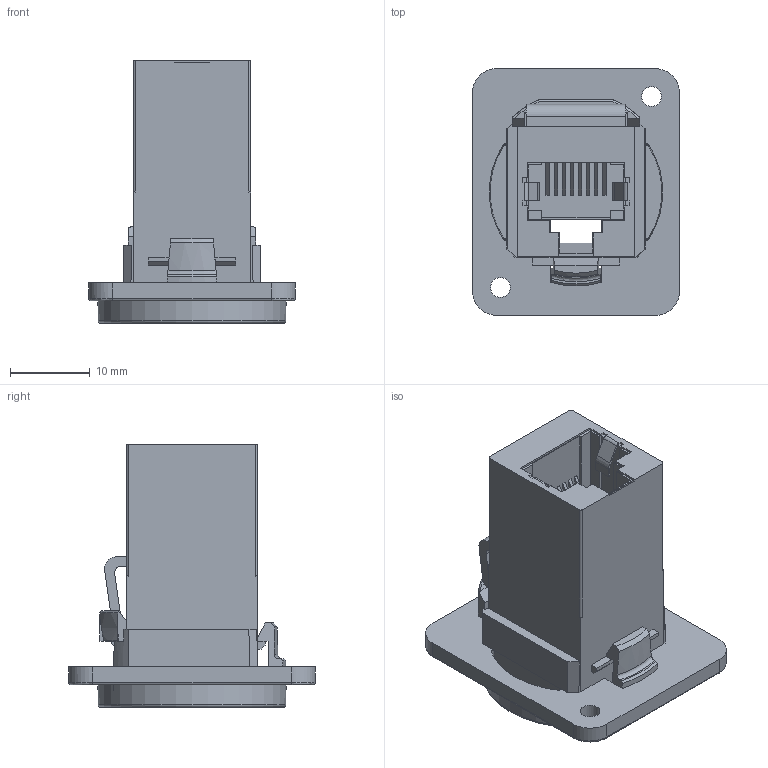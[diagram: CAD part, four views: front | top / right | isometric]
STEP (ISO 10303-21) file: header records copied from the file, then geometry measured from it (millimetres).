
FILE_DESCRIPTION(/* description */ (''),/* implementation_level */ '2;1');
FILE_NAME(/* name */ 'CP30220SXW CAT5 2.5 hole.stp',/* time_stamp */ '2025-03-28T14:35:25Z',/* author */ ('tottley'),/* organization */ (''),/* preprocessor_version */ 'ST-DEVELOPER v20',/* originating_system */ 'Autodesk Inventor 2025',/* authorisation */ '');
FILE_SCHEMA (('AUTOMOTIVE_DESIGN { 1 0 10303 214 3 1 1 }'));
Length unit declared in the file: millimetre
Products named in the file (1): CP30220 CAT5 CSK
Bounding box: 26 x 31 x 33 mm (x, y, z)
Volume: 7090.4 mm3; surface area: 7098.6 mm2
Topology: 1 solids, 3 shells, 521 faces, 1508 edges, 996 vertices
Faces by surface type: plane 400, bspline 57, cylinder 46, cone 10, torus 8
Full cylindrical faces by diameter (mm): 2.5 x2
Entity records: 18578 total; most frequent: CARTESIAN_POINT 4474, ORIENTED_EDGE 3016, DIRECTION 2448, EDGE_CURVE 1508, LINE 1226, VECTOR 1226, VERTEX_POINT 996, AXIS2_PLACEMENT_3D 611
